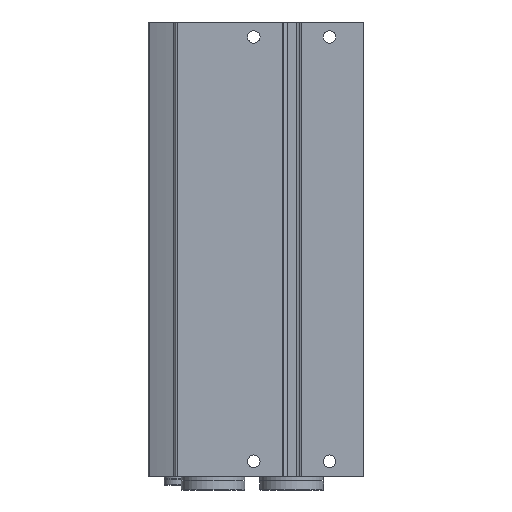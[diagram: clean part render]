
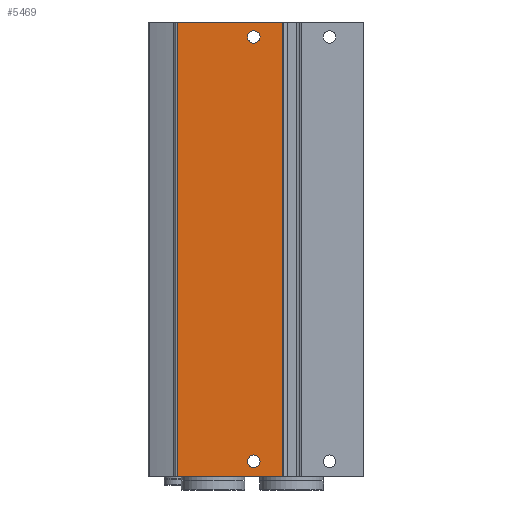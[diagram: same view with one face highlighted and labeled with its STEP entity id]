
A CAD part, front view. The second image highlights one B-rep face of the part: STEP entity #5469.
In plain terms, the highlighted planar face has unit normal (0, -1, 0).
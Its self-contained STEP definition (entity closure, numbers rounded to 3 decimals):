
#235=PLANE('',#5920);
#418=CIRCLE('',#5921,3.15);
#419=CIRCLE('',#5922,3.15);
#814=ORIENTED_EDGE('',*,*,#2222,.F.);
#815=ORIENTED_EDGE('',*,*,#2223,.F.);
#816=ORIENTED_EDGE('',*,*,#2224,.F.);
#817=ORIENTED_EDGE('',*,*,#2221,.F.);
#818=ORIENTED_EDGE('',*,*,#2225,.T.);
#819=ORIENTED_EDGE('',*,*,#2226,.T.);
#2221=EDGE_CURVE('',#2922,#2921,#3441,.T.);
#2222=EDGE_CURVE('',#2923,#2923,#418,.T.);
#2223=EDGE_CURVE('',#2924,#2924,#419,.T.);
#2224=EDGE_CURVE('',#2921,#2925,#3442,.T.);
#2225=EDGE_CURVE('',#2922,#2926,#3443,.T.);
#2226=EDGE_CURVE('',#2926,#2925,#3444,.T.);
#2921=VERTEX_POINT('',#8751);
#2922=VERTEX_POINT('',#8753);
#2923=VERTEX_POINT('',#8757);
#2924=VERTEX_POINT('',#8759);
#2925=VERTEX_POINT('',#8761);
#2926=VERTEX_POINT('',#8763);
#3441=LINE('',#8754,#3800);
#3442=LINE('',#8760,#3801);
#3443=LINE('',#8762,#3802);
#3444=LINE('',#8764,#3803);
#3800=VECTOR('',#6674,1000.);
#3801=VECTOR('',#6681,1000.);
#3802=VECTOR('',#6682,1000.);
#3803=VECTOR('',#6683,1000.);
#4167=EDGE_LOOP('',(#814));
#4168=EDGE_LOOP('',(#815));
#4169=EDGE_LOOP('',(#816,#817,#818,#819));
#4760=FACE_BOUND('',#4167,.T.);
#4761=FACE_BOUND('',#4168,.T.);
#4762=FACE_BOUND('',#4169,.T.);
#5469=ADVANCED_FACE('',(#4760,#4761,#4762),#235,.T.);
#5920=AXIS2_PLACEMENT_3D('',#8755,#6675,#6676);
#5921=AXIS2_PLACEMENT_3D('',#8756,#6677,#6678);
#5922=AXIS2_PLACEMENT_3D('',#8758,#6679,#6680);
#6674=DIRECTION('',(0.,0.,1.));
#6675=DIRECTION('',(0.,-1.,0.));
#6676=DIRECTION('',(0.,0.,-1.));
#6677=DIRECTION('',(0.,-1.,0.));
#6678=DIRECTION('',(0.,0.,-1.));
#6679=DIRECTION('',(0.,-1.,0.));
#6680=DIRECTION('',(0.,0.,-1.));
#6681=DIRECTION('',(1.,0.,0.));
#6682=DIRECTION('',(1.,0.,0.));
#6683=DIRECTION('',(0.,0.,1.));
#8751=CARTESIAN_POINT('',(-57.5,0.,0.));
#8753=CARTESIAN_POINT('',(-57.5,0.,-228.));
#8754=CARTESIAN_POINT('',(-57.5,0.,-228.));
#8755=CARTESIAN_POINT('',(-57.5,0.,-228.));
#8756=CARTESIAN_POINT('',(-19.,0.,-220.5));
#8757=CARTESIAN_POINT('',(-19.,0.,-223.65));
#8758=CARTESIAN_POINT('',(-19.,0.,-7.5));
#8759=CARTESIAN_POINT('',(-19.,0.,-10.65));
#8760=CARTESIAN_POINT('',(-57.5,0.,0.));
#8761=CARTESIAN_POINT('',(-4.7,0.,0.));
#8762=CARTESIAN_POINT('',(-57.5,0.,-228.));
#8763=CARTESIAN_POINT('',(-4.7,0.,-228.));
#8764=CARTESIAN_POINT('',(-4.7,0.,-228.));
